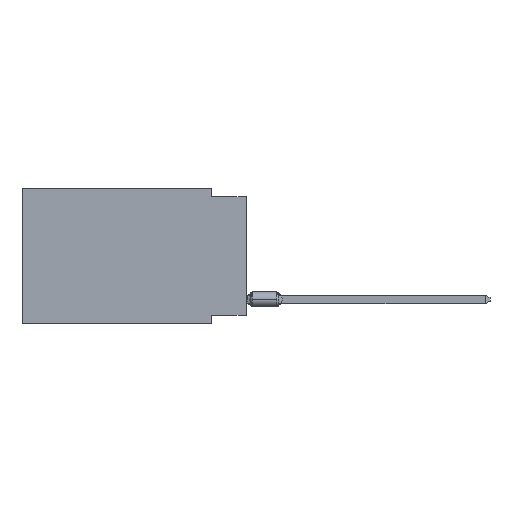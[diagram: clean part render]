
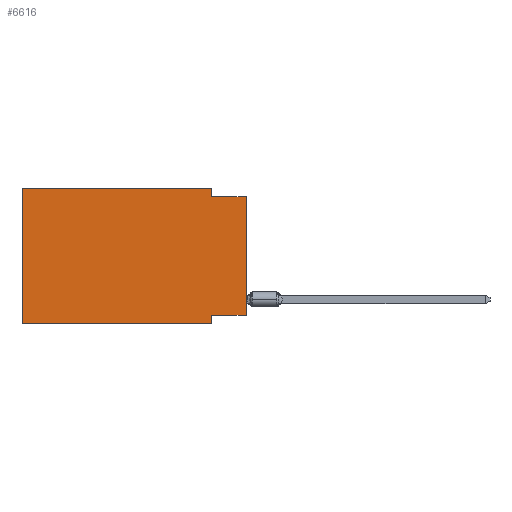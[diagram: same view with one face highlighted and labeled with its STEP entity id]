
A CAD part, left-side view. The second image highlights one B-rep face of the part: STEP entity #6616.
In plain terms, the highlighted planar face has unit normal (-1, 0, 0).
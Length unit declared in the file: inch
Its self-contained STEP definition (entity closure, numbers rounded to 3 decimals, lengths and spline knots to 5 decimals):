
#158 = LINE ( 'NONE', #40798, #2191 ) ;
#717 = VECTOR ( 'NONE', #29956, 39.37008 ) ;
#1728 = LINE ( 'NONE', #46507, #3061 ) ;
#2191 = VECTOR ( 'NONE', #48155, 39.37008 ) ;
#3061 = VECTOR ( 'NONE', #31328, 39.37008 ) ;
#3258 = ORIENTED_EDGE ( 'NONE', *, *, #22159, .F. ) ;
#4073 = EDGE_LOOP ( 'NONE', ( #10400, #17563, #3258, #9737, #40251, #42395, #23710, #19559 ) ) ;
#5595 = CARTESIAN_POINT ( 'NONE',  ( 0., 0.1, -0.39 ) ) ;
#6616 = ADVANCED_FACE ( 'NONE', ( #41799 ), #7563, .F. ) ;
#7468 = LINE ( 'NONE', #40267, #38190 ) ;
#7563 = PLANE ( 'NONE',  #29972 ) ;
#8102 = VECTOR ( 'NONE', #23513, 39.37008 ) ;
#9737 = ORIENTED_EDGE ( 'NONE', *, *, #14532, .F. ) ;
#10400 = ORIENTED_EDGE ( 'NONE', *, *, #22491, .T. ) ;
#10648 = LINE ( 'NONE', #32924, #717 ) ;
#10916 = DIRECTION ( 'NONE',  ( 0., 0., -1. ) ) ;
#11940 = DIRECTION ( 'NONE',  ( 1., 0., 0. ) ) ;
#12494 = LINE ( 'NONE', #12971, #19743 ) ;
#12971 = CARTESIAN_POINT ( 'NONE',  ( 0., 0., -0.025 ) ) ;
#13523 = CARTESIAN_POINT ( 'NONE',  ( 0., 0.1, 0. ) ) ;
#14532 = EDGE_CURVE ( 'NONE', #17567, #27672, #1728, .T. ) ;
#17197 = DIRECTION ( 'NONE',  ( 0., 0., -1. ) ) ;
#17520 = VERTEX_POINT ( 'NONE', #34481 ) ;
#17563 = ORIENTED_EDGE ( 'NONE', *, *, #21312, .F. ) ;
#17567 = VERTEX_POINT ( 'NONE', #30807 ) ;
#19559 = ORIENTED_EDGE ( 'NONE', *, *, #30725, .F. ) ;
#19743 = VECTOR ( 'NONE', #42359, 39.37008 ) ;
#20791 = CARTESIAN_POINT ( 'NONE',  ( 0., 0., 0. ) ) ;
#21312 = EDGE_CURVE ( 'NONE', #17520, #29486, #12494, .T. ) ;
#22159 = EDGE_CURVE ( 'NONE', #27672, #17520, #43151, .T. ) ;
#22491 = EDGE_CURVE ( 'NONE', #39783, #29486, #31102, .T. ) ;
#22618 = CARTESIAN_POINT ( 'NONE',  ( 0., 0., -0.365 ) ) ;
#22883 = VERTEX_POINT ( 'NONE', #5595 ) ;
#22943 = DIRECTION ( 'NONE',  ( 0., 0., -1. ) ) ;
#23513 = DIRECTION ( 'NONE',  ( 0., 0., 1. ) ) ;
#23710 = ORIENTED_EDGE ( 'NONE', *, *, #48110, .F. ) ;
#26271 = CARTESIAN_POINT ( 'NONE',  ( 0., 0., -0.025 ) ) ;
#27672 = VERTEX_POINT ( 'NONE', #32077 ) ;
#29045 = EDGE_CURVE ( 'NONE', #37409, #22883, #158, .T. ) ;
#29486 = VERTEX_POINT ( 'NONE', #26271 ) ;
#29956 = DIRECTION ( 'NONE',  ( 0., 1., 0. ) ) ;
#29972 = AXIS2_PLACEMENT_3D ( 'NONE', #45239, #11940, #22943 ) ;
#30723 = VECTOR ( 'NONE', #17197, 39.37008 ) ;
#30725 = EDGE_CURVE ( 'NONE', #39783, #41204, #10648, .T. ) ;
#30807 = CARTESIAN_POINT ( 'NONE',  ( 0., 0.645, 0. ) ) ;
#31102 = LINE ( 'NONE', #20791, #8102 ) ;
#31328 = DIRECTION ( 'NONE',  ( 0., -1., 0. ) ) ;
#31791 = CARTESIAN_POINT ( 'NONE',  ( 0., 0.1, -0.365 ) ) ;
#32077 = CARTESIAN_POINT ( 'NONE',  ( 0., 0.1, 0. ) ) ;
#32694 = CARTESIAN_POINT ( 'NONE',  ( 0., 0.645, -0.39 ) ) ;
#32924 = CARTESIAN_POINT ( 'NONE',  ( 0., 0., -0.365 ) ) ;
#34481 = CARTESIAN_POINT ( 'NONE',  ( 0., 0.1, -0.025 ) ) ;
#36608 = DIRECTION ( 'NONE',  ( 0., 0., 1. ) ) ;
#36638 = CARTESIAN_POINT ( 'NONE',  ( 0., 0.1, -0.39 ) ) ;
#37409 = VERTEX_POINT ( 'NONE', #32694 ) ;
#38190 = VECTOR ( 'NONE', #36608, 39.37008 ) ;
#39764 = EDGE_CURVE ( 'NONE', #37409, #17567, #7468, .T. ) ;
#39783 = VERTEX_POINT ( 'NONE', #22618 ) ;
#40251 = ORIENTED_EDGE ( 'NONE', *, *, #39764, .F. ) ;
#40267 = CARTESIAN_POINT ( 'NONE',  ( 0., 0.645, 0. ) ) ;
#40798 = CARTESIAN_POINT ( 'NONE',  ( 0., 0.645, -0.39 ) ) ;
#41204 = VERTEX_POINT ( 'NONE', #31791 ) ;
#41799 = FACE_OUTER_BOUND ( 'NONE', #4073, .T. ) ;
#42172 = VECTOR ( 'NONE', #10916, 39.37008 ) ;
#42359 = DIRECTION ( 'NONE',  ( 0., -1., 0. ) ) ;
#42395 = ORIENTED_EDGE ( 'NONE', *, *, #29045, .T. ) ;
#43151 = LINE ( 'NONE', #13523, #30723 ) ;
#44453 = LINE ( 'NONE', #36638, #42172 ) ;
#45239 = CARTESIAN_POINT ( 'NONE',  ( 0., 0.645, 0. ) ) ;
#46507 = CARTESIAN_POINT ( 'NONE',  ( 0., 0.645, 0. ) ) ;
#48110 = EDGE_CURVE ( 'NONE', #41204, #22883, #44453, .T. ) ;
#48155 = DIRECTION ( 'NONE',  ( 0., -1., 0. ) ) ;
